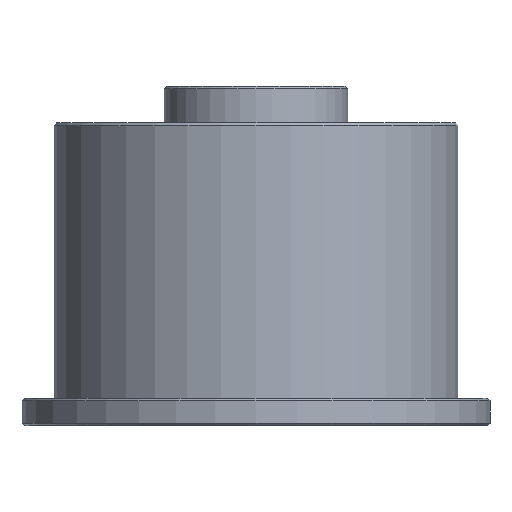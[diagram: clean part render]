
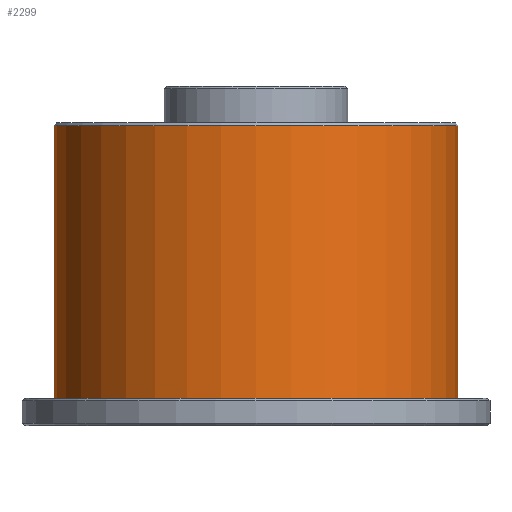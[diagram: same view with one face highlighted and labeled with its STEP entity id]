
A CAD part, front view. The second image highlights one B-rep face of the part: STEP entity #2299.
In plain terms, the highlighted cylindrical face has radius 22 mm (diameter 44 mm), a partial arc.
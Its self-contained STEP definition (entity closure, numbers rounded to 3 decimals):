
#78 = AXIS2_PLACEMENT_3D ( 'NONE', #890, #1464, #1577 ) ;
#92 = VECTOR ( 'NONE', #1720, 1000. ) ;
#210 = CARTESIAN_POINT ( 'NONE',  ( 0., 0., 32.7 ) ) ;
#220 = ORIENTED_EDGE ( 'NONE', *, *, #1115, .T. ) ;
#310 = ORIENTED_EDGE ( 'NONE', *, *, #387, .F. ) ;
#385 = DIRECTION ( 'NONE',  ( 0., 0., -1. ) ) ;
#387 = EDGE_CURVE ( 'NONE', #1322, #632, #541, .T. ) ;
#396 = DIRECTION ( 'NONE',  ( 1., 0., 0. ) ) ;
#459 = AXIS2_PLACEMENT_3D ( 'NONE', #210, #385, #396 ) ;
#509 = CARTESIAN_POINT ( 'NONE',  ( 0., 0., 3. ) ) ;
#541 = LINE ( 'NONE', #1429, #1217 ) ;
#551 = EDGE_CURVE ( 'NONE', #1322, #781, #2243, .T. ) ;
#562 = LINE ( 'NONE', #1343, #92 ) ;
#632 = VERTEX_POINT ( 'NONE', #1305 ) ;
#633 = CARTESIAN_POINT ( 'NONE',  ( -22., 0., 32.7 ) ) ;
#762 = VERTEX_POINT ( 'NONE', #1190 ) ;
#781 = VERTEX_POINT ( 'NONE', #633 ) ;
#890 = CARTESIAN_POINT ( 'NONE',  ( 0., 0., 33. ) ) ;
#997 = CIRCLE ( 'NONE', #1038, 22. ) ;
#1024 = ORIENTED_EDGE ( 'NONE', *, *, #1296, .F. ) ;
#1038 = AXIS2_PLACEMENT_3D ( 'NONE', #509, #1563, #1771 ) ;
#1115 = EDGE_CURVE ( 'NONE', #781, #762, #562, .T. ) ;
#1190 = CARTESIAN_POINT ( 'NONE',  ( -22., 0., 3. ) ) ;
#1217 = VECTOR ( 'NONE', #1442, 1000. ) ;
#1296 = EDGE_CURVE ( 'NONE', #632, #762, #997, .T. ) ;
#1305 = CARTESIAN_POINT ( 'NONE',  ( 22., 0., 3. ) ) ;
#1322 = VERTEX_POINT ( 'NONE', #1591 ) ;
#1329 = CYLINDRICAL_SURFACE ( 'NONE', #78, 22. ) ;
#1337 = ORIENTED_EDGE ( 'NONE', *, *, #551, .T. ) ;
#1343 = CARTESIAN_POINT ( 'NONE',  ( -22., 0., 33. ) ) ;
#1429 = CARTESIAN_POINT ( 'NONE',  ( 22., 0., 33. ) ) ;
#1442 = DIRECTION ( 'NONE',  ( 0., 0., -1. ) ) ;
#1464 = DIRECTION ( 'NONE',  ( 0., 0., -1. ) ) ;
#1563 = DIRECTION ( 'NONE',  ( 0., 0., -1. ) ) ;
#1577 = DIRECTION ( 'NONE',  ( -1., 0., 0. ) ) ;
#1591 = CARTESIAN_POINT ( 'NONE',  ( 22., 0., 32.7 ) ) ;
#1692 = EDGE_LOOP ( 'NONE', ( #310, #1337, #220, #1024 ) ) ;
#1720 = DIRECTION ( 'NONE',  ( 0., 0., -1. ) ) ;
#1744 = FACE_OUTER_BOUND ( 'NONE', #1692, .T. ) ;
#1771 = DIRECTION ( 'NONE',  ( -1., 0., 0. ) ) ;
#2243 = CIRCLE ( 'NONE', #459, 22. ) ;
#2299 = ADVANCED_FACE ( 'NONE', ( #1744 ), #1329, .T. ) ;
